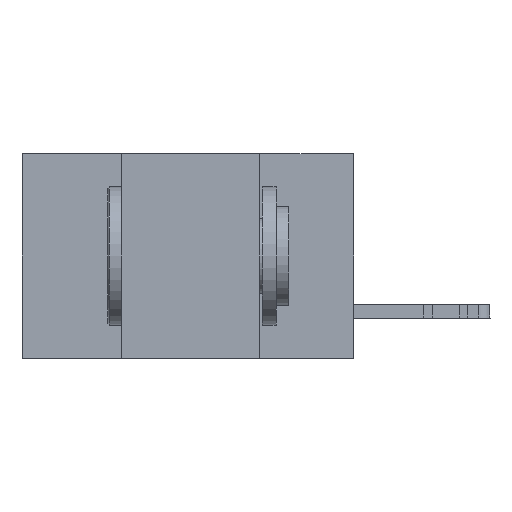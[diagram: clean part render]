
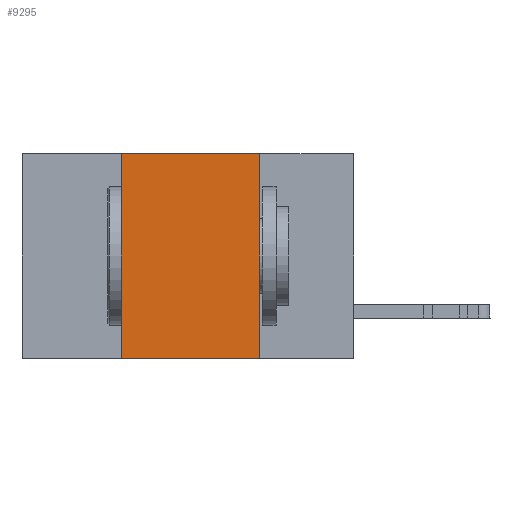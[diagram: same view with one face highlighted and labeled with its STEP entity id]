
A CAD part, left-side view. The second image highlights one B-rep face of the part: STEP entity #9295.
In plain terms, the highlighted planar face has unit normal (-1, 0, 0).
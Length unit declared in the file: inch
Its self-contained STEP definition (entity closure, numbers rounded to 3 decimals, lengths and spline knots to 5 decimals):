
#1317 = AXIS2_PLACEMENT_3D ( 'NONE', #33057, #14413, #23523 ) ;
#2211 = CARTESIAN_POINT ( 'NONE',  ( 0., 0.42, -0.37 ) ) ;
#7578 = LINE ( 'NONE', #40273, #23146 ) ;
#7723 = LINE ( 'NONE', #37534, #15056 ) ;
#9295 = ADVANCED_FACE ( 'NONE', ( #35471 ), #29914, .F. ) ;
#9314 = EDGE_CURVE ( 'NONE', #28296, #34563, #15544, .T. ) ;
#13163 = CARTESIAN_POINT ( 'NONE',  ( 0., 0.17, 0. ) ) ;
#13576 = LINE ( 'NONE', #13163, #14825 ) ;
#14154 = EDGE_CURVE ( 'NONE', #31088, #25995, #7578, .T. ) ;
#14175 = CARTESIAN_POINT ( 'NONE',  ( 0., 0.17, -0.37 ) ) ;
#14413 = DIRECTION ( 'NONE',  ( 1., 0., 0. ) ) ;
#14825 = VECTOR ( 'NONE', #25807, 39.37008 ) ;
#15056 = VECTOR ( 'NONE', #18756, 39.37008 ) ;
#15237 = DIRECTION ( 'NONE',  ( 0., -1., 0. ) ) ;
#15544 = LINE ( 'NONE', #27493, #39382 ) ;
#16795 = ORIENTED_EDGE ( 'NONE', *, *, #14154, .T. ) ;
#18756 = DIRECTION ( 'NONE',  ( 0., 0., 1. ) ) ;
#20592 = EDGE_LOOP ( 'NONE', ( #25965, #23865, #21897, #16795 ) ) ;
#21897 = ORIENTED_EDGE ( 'NONE', *, *, #31960, .F. ) ;
#23146 = VECTOR ( 'NONE', #15237, 39.37008 ) ;
#23147 = CARTESIAN_POINT ( 'NONE',  ( 0., 0.42, 0. ) ) ;
#23523 = DIRECTION ( 'NONE',  ( 0., 0., -1. ) ) ;
#23865 = ORIENTED_EDGE ( 'NONE', *, *, #9314, .F. ) ;
#25807 = DIRECTION ( 'NONE',  ( 0., 0., -1. ) ) ;
#25965 = ORIENTED_EDGE ( 'NONE', *, *, #38830, .F. ) ;
#25995 = VERTEX_POINT ( 'NONE', #14175 ) ;
#27493 = CARTESIAN_POINT ( 'NONE',  ( 0., 0.6, 0. ) ) ;
#28296 = VERTEX_POINT ( 'NONE', #23147 ) ;
#29914 = PLANE ( 'NONE',  #1317 ) ;
#31088 = VERTEX_POINT ( 'NONE', #2211 ) ;
#31960 = EDGE_CURVE ( 'NONE', #31088, #28296, #7723, .T. ) ;
#32216 = CARTESIAN_POINT ( 'NONE',  ( 0., 0.17, 0. ) ) ;
#33057 = CARTESIAN_POINT ( 'NONE',  ( 0., 0.6, 0. ) ) ;
#33342 = DIRECTION ( 'NONE',  ( 0., -1., 0. ) ) ;
#34563 = VERTEX_POINT ( 'NONE', #32216 ) ;
#35471 = FACE_OUTER_BOUND ( 'NONE', #20592, .T. ) ;
#37534 = CARTESIAN_POINT ( 'NONE',  ( 0., 0.42, 0. ) ) ;
#38830 = EDGE_CURVE ( 'NONE', #34563, #25995, #13576, .T. ) ;
#39382 = VECTOR ( 'NONE', #33342, 39.37008 ) ;
#40273 = CARTESIAN_POINT ( 'NONE',  ( 0., 0.6, -0.37 ) ) ;
